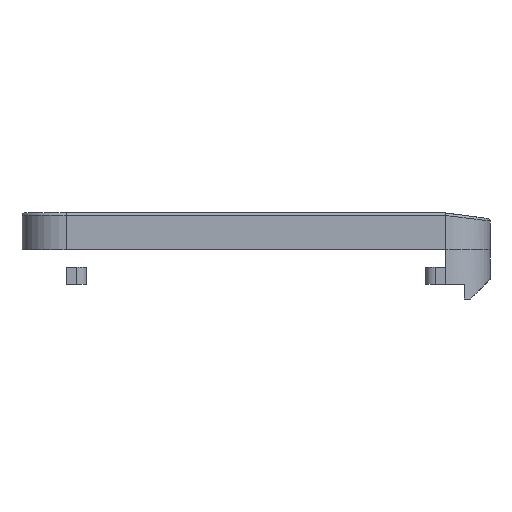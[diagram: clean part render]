
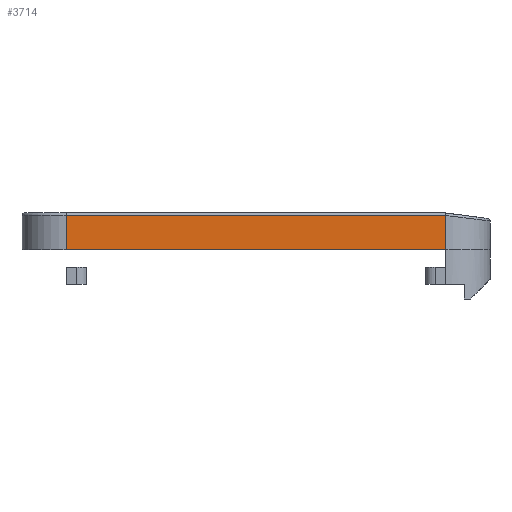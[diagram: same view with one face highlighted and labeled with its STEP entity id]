
A CAD part, left-side view. The second image highlights one B-rep face of the part: STEP entity #3714.
In plain terms, the highlighted planar face has unit normal (-1, 0, 0).
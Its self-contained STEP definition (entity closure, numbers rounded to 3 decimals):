
#179=PLANE('',#4100);
#377=FACE_OUTER_BOUND('',#601,.T.);
#601=EDGE_LOOP('',(#3331,#3332,#3333,#3334,#3335));
#697=LINE('',#5423,#1031);
#805=LINE('',#6171,#1139);
#810=LINE('',#6256,#1144);
#822=LINE('',#6287,#1156);
#823=LINE('',#6291,#1157);
#1031=VECTOR('',#4290,10.);
#1139=VECTOR('',#4638,10.);
#1144=VECTOR('',#4667,10.);
#1156=VECTOR('',#4709,10.);
#1157=VECTOR('',#4716,10.);
#1556=VERTEX_POINT('',#5420);
#1557=VERTEX_POINT('',#5422);
#1702=VERTEX_POINT('',#6166);
#1703=VERTEX_POINT('',#6170);
#1711=VERTEX_POINT('',#6251);
#1918=EDGE_CURVE('',#1557,#1556,#697,.T.);
#2122=EDGE_CURVE('',#1702,#1703,#805,.T.);
#2136=EDGE_CURVE('',#1703,#1711,#810,.T.);
#2153=EDGE_CURVE('',#1711,#1556,#822,.T.);
#2155=EDGE_CURVE('',#1557,#1702,#823,.T.);
#3331=ORIENTED_EDGE('',*,*,#2122,.F.);
#3332=ORIENTED_EDGE('',*,*,#2155,.F.);
#3333=ORIENTED_EDGE('',*,*,#1918,.T.);
#3334=ORIENTED_EDGE('',*,*,#2153,.F.);
#3335=ORIENTED_EDGE('',*,*,#2136,.F.);
#3714=ADVANCED_FACE('',(#377),#179,.T.);
#4100=AXIS2_PLACEMENT_3D('',#6623,#5115,#5116);
#4290=DIRECTION('',(0.,-1.,0.));
#4638=DIRECTION('',(0.,-1.,0.));
#4667=DIRECTION('',(0.,-0.991,-0.131));
#4709=DIRECTION('',(0.,0.,-1.));
#4716=DIRECTION('',(0.,0.,1.));
#5115=DIRECTION('center_axis',(-1.,0.,0.));
#5116=DIRECTION('ref_axis',(0.,-1.,0.));
#5420=CARTESIAN_POINT('',(-9.5,-0.5,0.));
#5422=CARTESIAN_POINT('',(-9.5,76.7,0.));
#5423=CARTESIAN_POINT('',(-9.5,85.7,0.));
#6166=CARTESIAN_POINT('',(-9.5,76.7,7.));
#6170=CARTESIAN_POINT('',(-9.5,-0.467,7.));
#6171=CARTESIAN_POINT('',(-9.5,61.9,7.));
#6251=CARTESIAN_POINT('',(-9.5,-0.5,6.996));
#6256=CARTESIAN_POINT('',(-9.5,41.446,12.518));
#6287=CARTESIAN_POINT('',(-9.5,-0.5,0.));
#6291=CARTESIAN_POINT('',(-9.5,76.7,0.));
#6623=CARTESIAN_POINT('Origin',(-9.5,85.7,0.));
